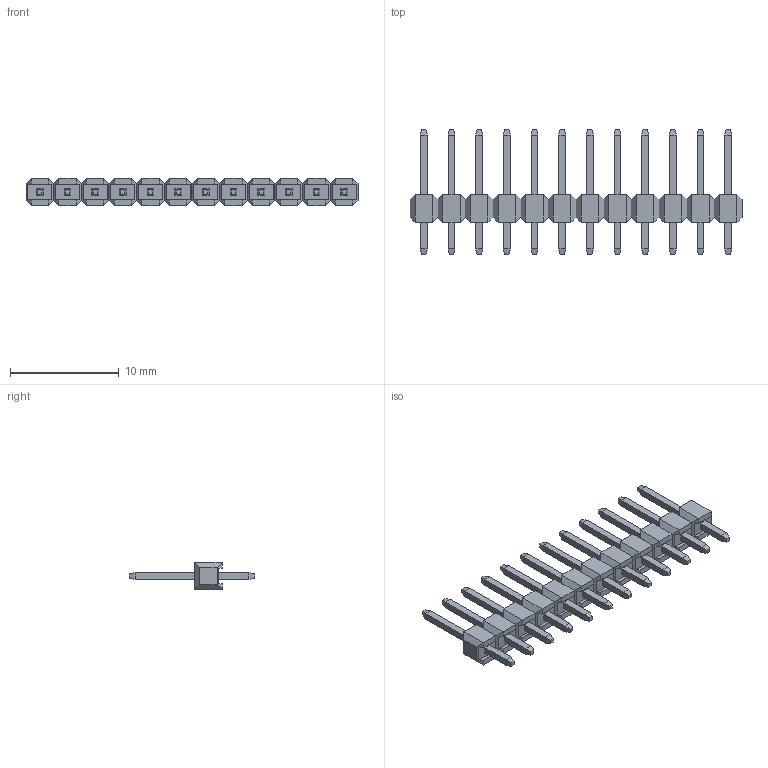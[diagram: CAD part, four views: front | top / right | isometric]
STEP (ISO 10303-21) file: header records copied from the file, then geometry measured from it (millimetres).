
FILE_DESCRIPTION (( 'STEP AP214' ), '1' );
FILE_NAME ('HEADER 1X12.STEP', '2013-11-27T09:24:38', ( '' ), ( '' ), 'SwSTEP 2.0', 'SolidWorks 2012', '' );
FILE_SCHEMA (( 'AUTOMOTIVE_DESIGN' ));
Length unit declared in the file: millimetre
Products named in the file (1): HEADER 1X12
Bounding box: 30.48 x 11.54 x 2.5 mm (x, y, z)
Volume: 205.2 mm3; surface area: 612.7 mm2
Topology: 1 solids, 1 shells, 410 faces, 916 edges, 532 vertices
Faces by surface type: plane 410
Entity records: 15356 total; most frequent: CARTESIAN_POINT 1859, ORIENTED_EDGE 1832, DIRECTION 1738, VECTOR 916, LINE 916, EDGE_CURVE 916, VERTEX_POINT 532, EDGE_LOOP 434
